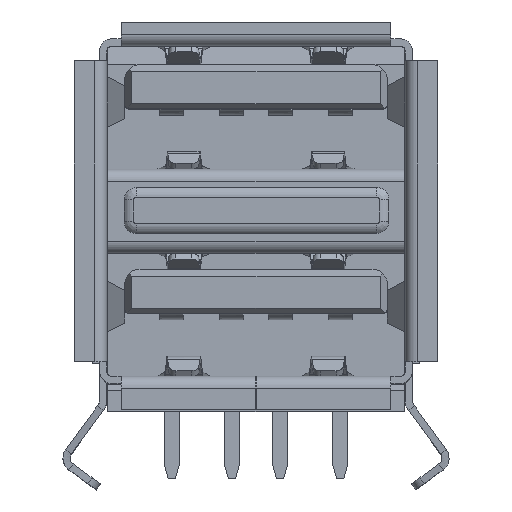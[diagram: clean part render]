
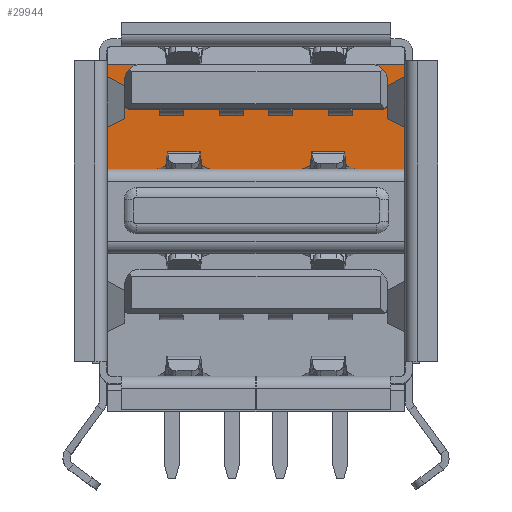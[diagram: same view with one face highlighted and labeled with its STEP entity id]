
A CAD part, top view. The second image highlights one B-rep face of the part: STEP entity #29944.
In plain terms, the highlighted planar face has unit normal (0, 0, 1).
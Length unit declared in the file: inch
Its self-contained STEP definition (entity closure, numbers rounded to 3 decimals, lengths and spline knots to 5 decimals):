
#401 = CARTESIAN_POINT ( 'NONE',  ( 0.21496, 0.50236, 0.3189 ) ) ;
#478 = CARTESIAN_POINT ( 'NONE',  ( 0.20709, 0.49449, 0.3189 ) ) ;
#591 = DIRECTION ( 'NONE',  ( -1., 0., 0. ) ) ;
#832 = ORIENTED_EDGE ( 'NONE', *, *, #8123, .T. ) ;
#1021 = CIRCLE ( 'NONE', #6685, 0.00787 ) ;
#1141 = CARTESIAN_POINT ( 'NONE',  ( 0.18976, 0.54173, 0.3189 ) ) ;
#1249 = CARTESIAN_POINT ( 'NONE',  ( -0.24252, 0.29705, 0.3189 ) ) ;
#1399 = CARTESIAN_POINT ( 'NONE',  ( -0.24252, 0.39606, 0.3189 ) ) ;
#1729 = EDGE_CURVE ( 'NONE', #16129, #28741, #26236, .T. ) ;
#1851 = CARTESIAN_POINT ( 'NONE',  ( -0.20709, 0.49449, 0.3189 ) ) ;
#2374 = EDGE_CURVE ( 'NONE', #22557, #16632, #26401, .T. ) ;
#2555 = VECTOR ( 'NONE', #33086, 39.37008 ) ;
#3174 = LINE ( 'NONE', #22254, #2555 ) ;
#3485 = CIRCLE ( 'NONE', #23428, 0.0252 ) ;
#3919 = CARTESIAN_POINT ( 'NONE',  ( 0., 0.49449, 0.3189 ) ) ;
#4045 = CARTESIAN_POINT ( 'NONE',  ( -0.24252, 0.56693, 0.3189 ) ) ;
#4552 = CARTESIAN_POINT ( 'NONE',  ( -0.21496, 0.54173, 0.3189 ) ) ;
#4723 = ORIENTED_EDGE ( 'NONE', *, *, #9564, .F. ) ;
#5238 = DIRECTION ( 'NONE',  ( 0., 1., 0. ) ) ;
#5417 = CARTESIAN_POINT ( 'NONE',  ( 0., 0.56693, 0.3189 ) ) ;
#5632 = VERTEX_POINT ( 'NONE', #14005 ) ;
#5998 = ORIENTED_EDGE ( 'NONE', *, *, #10853, .T. ) ;
#6250 = CARTESIAN_POINT ( 'NONE',  ( 0., 0.39606, 0.3189 ) ) ;
#6302 = EDGE_CURVE ( 'NONE', #28627, #10554, #25102, .T. ) ;
#6362 = EDGE_CURVE ( 'NONE', #28627, #15362, #3485, .T. ) ;
#6404 = VERTEX_POINT ( 'NONE', #31879 ) ;
#6555 = DIRECTION ( 'NONE',  ( 1., 0., 0. ) ) ;
#6572 = DIRECTION ( 'NONE',  ( 0., 0., -1. ) ) ;
#6685 = AXIS2_PLACEMENT_3D ( 'NONE', #20665, #20843, #14969 ) ;
#7395 = VECTOR ( 'NONE', #22445, 39.37008 ) ;
#7487 = EDGE_LOOP ( 'NONE', ( #16111, #28827, #5998, #11183, #29889, #4723, #12191, #16735, #24349, #832, #26319, #13232 ) ) ;
#7663 = AXIS2_PLACEMENT_3D ( 'NONE', #1141, #25028, #17743 ) ;
#8123 = EDGE_CURVE ( 'NONE', #15362, #27114, #14152, .T. ) ;
#9397 = VERTEX_POINT ( 'NONE', #27451 ) ;
#9513 = EDGE_CURVE ( 'NONE', #6404, #28741, #22489, .T. ) ;
#9564 = EDGE_CURVE ( 'NONE', #14865, #16632, #19819, .T. ) ;
#10554 = VERTEX_POINT ( 'NONE', #18897 ) ;
#10744 = EDGE_CURVE ( 'NONE', #16129, #9397, #3174, .T. ) ;
#10853 = EDGE_CURVE ( 'NONE', #9397, #5632, #25871, .T. ) ;
#11131 = CARTESIAN_POINT ( 'NONE',  ( 0.24252, 0.39606, 0.3189 ) ) ;
#11183 = ORIENTED_EDGE ( 'NONE', *, *, #15050, .F. ) ;
#11569 = CARTESIAN_POINT ( 'NONE',  ( -0.21496, 0.52205, 0.3189 ) ) ;
#11870 = VECTOR ( 'NONE', #30638, 39.37008 ) ;
#12118 = VECTOR ( 'NONE', #17328, 39.37008 ) ;
#12191 = ORIENTED_EDGE ( 'NONE', *, *, #16370, .T. ) ;
#13232 = ORIENTED_EDGE ( 'NONE', *, *, #9513, .T. ) ;
#14005 = CARTESIAN_POINT ( 'NONE',  ( 0.21496, 0.54173, 0.3189 ) ) ;
#14152 = LINE ( 'NONE', #5417, #31932 ) ;
#14598 = CARTESIAN_POINT ( 'NONE',  ( 0.20709, 0.50236, 0.3189 ) ) ;
#14791 = DIRECTION ( 'NONE',  ( 0., 1., 0. ) ) ;
#14865 = VERTEX_POINT ( 'NONE', #1851 ) ;
#14969 = DIRECTION ( 'NONE',  ( 1., 0., 0. ) ) ;
#14974 = FACE_OUTER_BOUND ( 'NONE', #7487, .T. ) ;
#15050 = EDGE_CURVE ( 'NONE', #22557, #5632, #29632, .T. ) ;
#15362 = VERTEX_POINT ( 'NONE', #29939 ) ;
#16111 = ORIENTED_EDGE ( 'NONE', *, *, #1729, .F. ) ;
#16129 = VERTEX_POINT ( 'NONE', #21762 ) ;
#16158 = VECTOR ( 'NONE', #29101, 39.37008 ) ;
#16370 = EDGE_CURVE ( 'NONE', #14865, #10554, #1021, .T. ) ;
#16632 = VERTEX_POINT ( 'NONE', #478 ) ;
#16646 = PLANE ( 'NONE',  #20845 ) ;
#16735 = ORIENTED_EDGE ( 'NONE', *, *, #6302, .F. ) ;
#17328 = DIRECTION ( 'NONE',  ( 1., 0., 0. ) ) ;
#17743 = DIRECTION ( 'NONE',  ( 1., 0., 0. ) ) ;
#18070 = VECTOR ( 'NONE', #5238, 39.37008 ) ;
#18897 = CARTESIAN_POINT ( 'NONE',  ( -0.21496, 0.50236, 0.3189 ) ) ;
#19819 = LINE ( 'NONE', #3919, #12118 ) ;
#19986 = DIRECTION ( 'NONE',  ( 1., 0., 0. ) ) ;
#20390 = EDGE_CURVE ( 'NONE', #27114, #6404, #33485, .T. ) ;
#20665 = CARTESIAN_POINT ( 'NONE',  ( -0.20709, 0.50236, 0.3189 ) ) ;
#20843 = DIRECTION ( 'NONE',  ( 0., 0., -1. ) ) ;
#20845 = AXIS2_PLACEMENT_3D ( 'NONE', #1399, #6572, #14791 ) ;
#21762 = CARTESIAN_POINT ( 'NONE',  ( 0.24252, 0.56693, 0.3189 ) ) ;
#22254 = CARTESIAN_POINT ( 'NONE',  ( 0., 0.56693, 0.3189 ) ) ;
#22445 = DIRECTION ( 'NONE',  ( 0., -1., 0. ) ) ;
#22489 = LINE ( 'NONE', #6250, #27455 ) ;
#22557 = VERTEX_POINT ( 'NONE', #401 ) ;
#22797 = DIRECTION ( 'NONE',  ( 1., 0., 0. ) ) ;
#23428 = AXIS2_PLACEMENT_3D ( 'NONE', #33628, #30953, #6555 ) ;
#24349 = ORIENTED_EDGE ( 'NONE', *, *, #6362, .T. ) ;
#25028 = DIRECTION ( 'NONE',  ( 0., 0., -1. ) ) ;
#25102 = LINE ( 'NONE', #11569, #7395 ) ;
#25444 = DIRECTION ( 'NONE',  ( 0., 0., -1. ) ) ;
#25871 = CIRCLE ( 'NONE', #7663, 0.0252 ) ;
#26236 = LINE ( 'NONE', #34416, #16158 ) ;
#26319 = ORIENTED_EDGE ( 'NONE', *, *, #20390, .T. ) ;
#26401 = CIRCLE ( 'NONE', #32068, 0.00787 ) ;
#27114 = VERTEX_POINT ( 'NONE', #4045 ) ;
#27451 = CARTESIAN_POINT ( 'NONE',  ( 0.18976, 0.56693, 0.3189 ) ) ;
#27455 = VECTOR ( 'NONE', #19986, 39.37008 ) ;
#28627 = VERTEX_POINT ( 'NONE', #4552 ) ;
#28741 = VERTEX_POINT ( 'NONE', #11131 ) ;
#28827 = ORIENTED_EDGE ( 'NONE', *, *, #10744, .T. ) ;
#29101 = DIRECTION ( 'NONE',  ( 0., -1., 0. ) ) ;
#29632 = LINE ( 'NONE', #34971, #18070 ) ;
#29889 = ORIENTED_EDGE ( 'NONE', *, *, #2374, .T. ) ;
#29939 = CARTESIAN_POINT ( 'NONE',  ( -0.18976, 0.56693, 0.3189 ) ) ;
#29944 = ADVANCED_FACE ( 'NONE', ( #14974 ), #16646, .F. ) ;
#30638 = DIRECTION ( 'NONE',  ( 0., -1., 0. ) ) ;
#30953 = DIRECTION ( 'NONE',  ( 0., 0., -1. ) ) ;
#31879 = CARTESIAN_POINT ( 'NONE',  ( -0.24252, 0.39606, 0.3189 ) ) ;
#31932 = VECTOR ( 'NONE', #591, 39.37008 ) ;
#32068 = AXIS2_PLACEMENT_3D ( 'NONE', #14598, #25444, #22797 ) ;
#33086 = DIRECTION ( 'NONE',  ( -1., 0., 0. ) ) ;
#33485 = LINE ( 'NONE', #1249, #11870 ) ;
#33628 = CARTESIAN_POINT ( 'NONE',  ( -0.18976, 0.54173, 0.3189 ) ) ;
#34416 = CARTESIAN_POINT ( 'NONE',  ( 0.24252, 0.29705, 0.3189 ) ) ;
#34971 = CARTESIAN_POINT ( 'NONE',  ( 0.21496, 0.52205, 0.3189 ) ) ;
